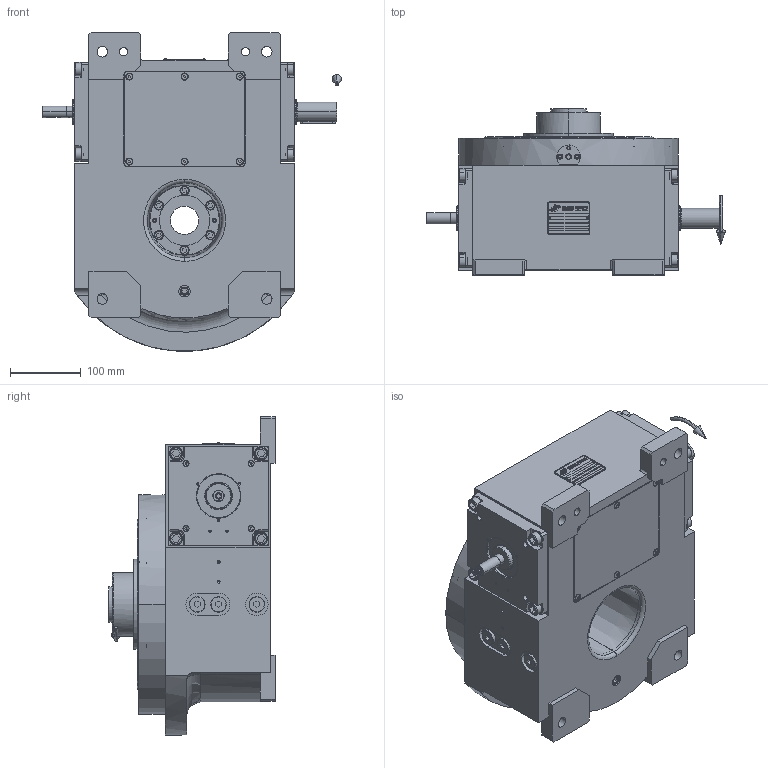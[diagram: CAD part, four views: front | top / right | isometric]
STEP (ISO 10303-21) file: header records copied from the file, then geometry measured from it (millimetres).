
FILE_DESCRIPTION (( 'STEP AP203' ), '1' );
FILE_NAME ('PC5202007.step', '2026-04-04T08:47:01', ( '' ), ( '' ), 'SwSTEP 2.0', 'SolidWorks 2020', '' );
FILE_SCHEMA (( 'CONFIG_CONTROL_DESIGN' ));
Length unit declared in the file: millimetre
Products named in the file (86): cfn2000_01_126; rig09_001_a_s_011; olio_agip_blasia_150; rig09_003_10; rig09_004; cfn2000_01_081; RIG09_021_AF0.stp; AS_900_38_30_003; cfn2000_01_099; cfn2003_01_054; cfn2155_01_196; rig09_071_10_m.stp; cfn2115_01_005; cfn2070_05_009; cfn2128_19_002; cfn2128_04_002; cfn2151_01_170; rig09_014; cfn2151_01_115; cfn2476_01_002_60x46; cfn2104_01_018; cfn2155_01_095; CFN2356_03_053.stp; freccia_angolare_albero; cfn2107_01_001; CFN2000_01_185.stp; CFN2104_02_018.stp; CFN2010_01_020.stp; cfn2151_01_167; rig09_007_master; cfn2000_01_161; AS_rig09_002_bc; AS_rig09_014; AS_rig09_071_10_m; AS_cfn2476_01_002_60x46; CFN2223_02_003.stp; cfn2201_01_040; freccia_angolare; 900_38_30_003; AS_rig09_004 ...
Assembly tree (73 placements, depth 5):
  olio_agip_blasia_150
  cfn2151_01_170
  cfn2151_01_115
  CFN2356_03_053.stp
  CFN2010_01_020.stp
Bounding box: 422 x 235 x 450 mm (x, y, z)
Volume: 5027262.1 mm3; surface area: 1250304.3 mm2
Topology: 64 solids, 64 shells, 2052 faces, 5046 edges, 3224 vertices
Faces by surface type: plane 1034, cylinder 659, cone 324, torus 29, sphere 4, bspline 2
Entity records: 71022 total; most frequent: CARTESIAN_POINT 13883, DIRECTION 10249, ORIENTED_EDGE 9736, EDGE_CURVE 4868, AXIS2_PLACEMENT_3D 3545, VERTEX_POINT 3163, LINE 3159, VECTOR 3159
